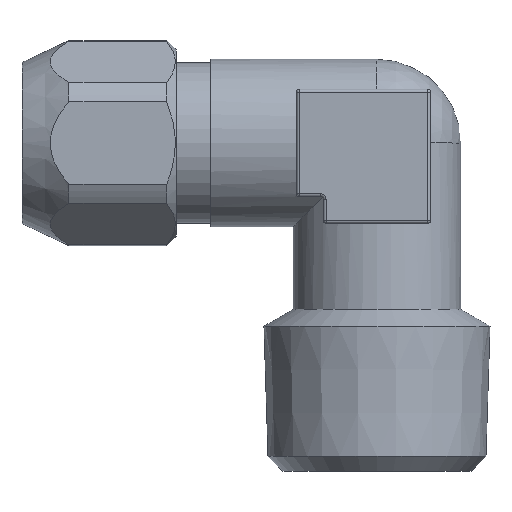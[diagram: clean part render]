
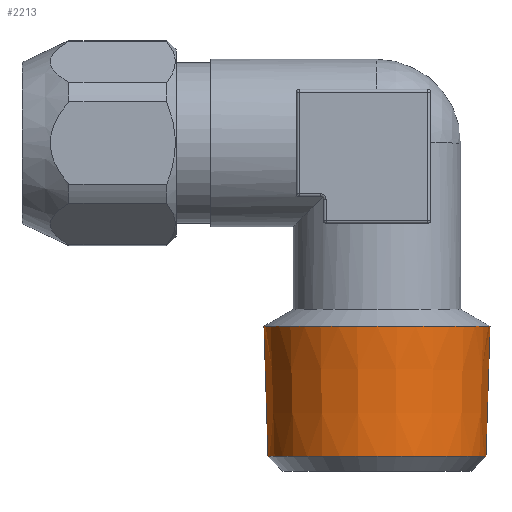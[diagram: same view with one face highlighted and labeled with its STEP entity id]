
A CAD part, top view. The second image highlights one B-rep face of the part: STEP entity #2213.
In plain terms, the highlighted conical face has half-angle 1.78 degrees and reference radius 8.286 mm.
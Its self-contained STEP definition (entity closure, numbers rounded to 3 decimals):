
#574=CARTESIAN_POINT('',(0.,-23.4,0.));
#575=DIRECTION('',(0.,-1.,0.));
#576=DIRECTION('',(1.,0.,0.));
#577=AXIS2_PLACEMENT_3D('',#574,#575,#576);
#579=DIRECTION('',(-0.031,-1.,0.));
#580=VECTOR('',#579,9.729);
#581=CARTESIAN_POINT('',(8.438,-13.675,0.));
#582=LINE('',#581,#580);
#583=DIRECTION('',(0.031,-1.,0.));
#584=VECTOR('',#583,9.729);
#585=CARTESIAN_POINT('',(-8.438,-13.675,0.));
#586=LINE('',#585,#584);
#587=CARTESIAN_POINT('',(0.,-13.675,0.));
#588=DIRECTION('',(0.,-1.,0.));
#589=DIRECTION('',(1.,0.,0.));
#590=AXIS2_PLACEMENT_3D('',#587,#588,#589);
#1508=CARTESIAN_POINT('',(8.135,-23.4,0.));
#1510=VERTEX_POINT('',#1508);
#1512=CARTESIAN_POINT('',(-8.135,-23.4,0.));
#1514=VERTEX_POINT('',#1512);
#1516=CARTESIAN_POINT('',(8.438,-13.675,0.));
#1517=CARTESIAN_POINT('',(-8.438,-13.675,0.));
#1518=VERTEX_POINT('',#1516);
#1519=VERTEX_POINT('',#1517);
#2199=CARTESIAN_POINT('',(0.,-18.538,0.));
#2200=DIRECTION('',(0.,1.,0.));
#2201=DIRECTION('',(1.,0.,0.));
#2202=AXIS2_PLACEMENT_3D('',#2199,#2200,#2201);
#2203=CONICAL_SURFACE('',#2202,8.286,1.78);
#2205=ORIENTED_EDGE('',*,*,#2204,.F.);
#2207=ORIENTED_EDGE('',*,*,#2206,.T.);
#2208=ORIENTED_EDGE('',*,*,#2194,.T.);
#2210=ORIENTED_EDGE('',*,*,#2209,.F.);
#2211=EDGE_LOOP('',(#2205,#2207,#2208,#2210));
#2212=FACE_OUTER_BOUND('',#2211,.F.);
#2213=ADVANCED_FACE('',(#2212),#2203,.T.);
#578=CIRCLE('',#577,8.135);
#591=CIRCLE('',#590,8.438);
#2194=EDGE_CURVE('',#1510,#1514,#578,.T.);
#2204=EDGE_CURVE('',#1518,#1519,#591,.T.);
#2206=EDGE_CURVE('',#1518,#1510,#582,.T.);
#2209=EDGE_CURVE('',#1519,#1514,#586,.T.);
